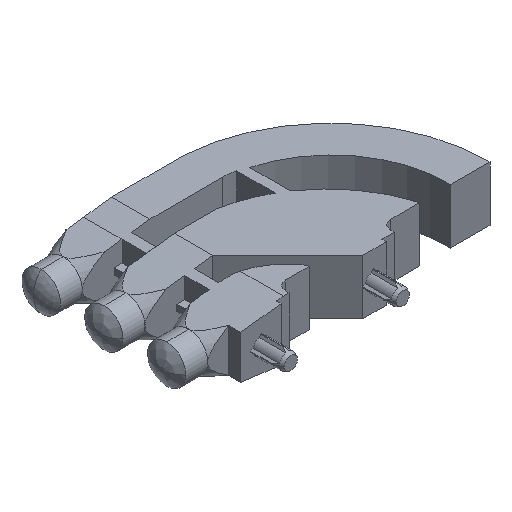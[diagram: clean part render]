
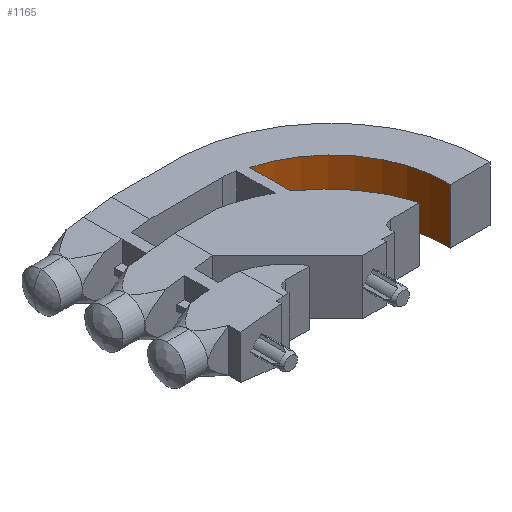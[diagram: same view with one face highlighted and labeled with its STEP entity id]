
A CAD part, isometric view. The second image highlights one B-rep face of the part: STEP entity #1165.
In plain terms, the highlighted cylindrical face has radius 9.398 mm (diameter 18.796 mm), a partial arc.
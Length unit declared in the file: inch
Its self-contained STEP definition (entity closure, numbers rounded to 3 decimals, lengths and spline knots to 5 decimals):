
#24 = VECTOR ( 'NONE', #683, 39.37008 ) ;
#168 = CARTESIAN_POINT ( 'NONE',  ( -0.30507, 0.06718, 0.42928 ) ) ;
#280 = DIRECTION ( 'NONE',  ( 0., 0., -1. ) ) ;
#469 = CARTESIAN_POINT ( 'NONE',  ( 0.06478, 0.05683, 0.42928 ) ) ;
#556 = AXIS2_PLACEMENT_3D ( 'NONE', #1187, #3461, #1527 ) ;
#628 = DIRECTION ( 'NONE',  ( 0., 0., -1. ) ) ;
#683 = DIRECTION ( 'NONE',  ( 0., 0., -1. ) ) ;
#825 = EDGE_CURVE ( 'NONE', #1986, #3139, #1093, .T. ) ;
#902 = EDGE_CURVE ( 'NONE', #4007, #3759, #2514, .T. ) ;
#1093 = LINE ( 'NONE', #1901, #2715 ) ;
#1165 = ADVANCED_FACE ( 'NONE', ( #1807 ), #3425, .F. ) ;
#1187 = CARTESIAN_POINT ( 'NONE',  ( -0.30507, 0.06718, 0.42928 ) ) ;
#1461 = CARTESIAN_POINT ( 'NONE',  ( -0.20813, 0.42425, 0.42928 ) ) ;
#1527 = DIRECTION ( 'NONE',  ( -1., 0., 0. ) ) ;
#1807 = FACE_OUTER_BOUND ( 'NONE', #2882, .T. ) ;
#1810 = ORIENTED_EDGE ( 'NONE', *, *, #1930, .F. ) ;
#1845 = DIRECTION ( 'NONE',  ( 0., 0., -1. ) ) ;
#1878 = ORIENTED_EDGE ( 'NONE', *, *, #2774, .T. ) ;
#1901 = CARTESIAN_POINT ( 'NONE',  ( 0.06478, 0.05683, 0.42928 ) ) ;
#1930 = EDGE_CURVE ( 'NONE', #4007, #1986, #3686, .T. ) ;
#1986 = VERTEX_POINT ( 'NONE', #469 ) ;
#2075 = AXIS2_PLACEMENT_3D ( 'NONE', #168, #1845, #3777 ) ;
#2141 = AXIS2_PLACEMENT_3D ( 'NONE', #2216, #280, #2550 ) ;
#2216 = CARTESIAN_POINT ( 'NONE',  ( -0.30507, 0.06718, 0.25428 ) ) ;
#2451 = CIRCLE ( 'NONE', #2141, 0.37 ) ;
#2514 = LINE ( 'NONE', #3266, #24 ) ;
#2550 = DIRECTION ( 'NONE',  ( -1., 0., 0. ) ) ;
#2715 = VECTOR ( 'NONE', #628, 39.37008 ) ;
#2774 = EDGE_CURVE ( 'NONE', #3759, #3139, #2451, .T. ) ;
#2775 = ORIENTED_EDGE ( 'NONE', *, *, #825, .F. ) ;
#2882 = EDGE_LOOP ( 'NONE', ( #1878, #2775, #1810, #3019 ) ) ;
#3019 = ORIENTED_EDGE ( 'NONE', *, *, #902, .T. ) ;
#3139 = VERTEX_POINT ( 'NONE', #3179 ) ;
#3179 = CARTESIAN_POINT ( 'NONE',  ( 0.06478, 0.05683, 0.25428 ) ) ;
#3266 = CARTESIAN_POINT ( 'NONE',  ( -0.20813, 0.42425, 0.42928 ) ) ;
#3425 = CYLINDRICAL_SURFACE ( 'NONE', #2075, 0.37 ) ;
#3461 = DIRECTION ( 'NONE',  ( 0., 0., -1. ) ) ;
#3686 = CIRCLE ( 'NONE', #556, 0.37 ) ;
#3759 = VERTEX_POINT ( 'NONE', #3896 ) ;
#3777 = DIRECTION ( 'NONE',  ( -1., 0., 0. ) ) ;
#3896 = CARTESIAN_POINT ( 'NONE',  ( -0.20813, 0.42425, 0.25428 ) ) ;
#4007 = VERTEX_POINT ( 'NONE', #1461 ) ;
